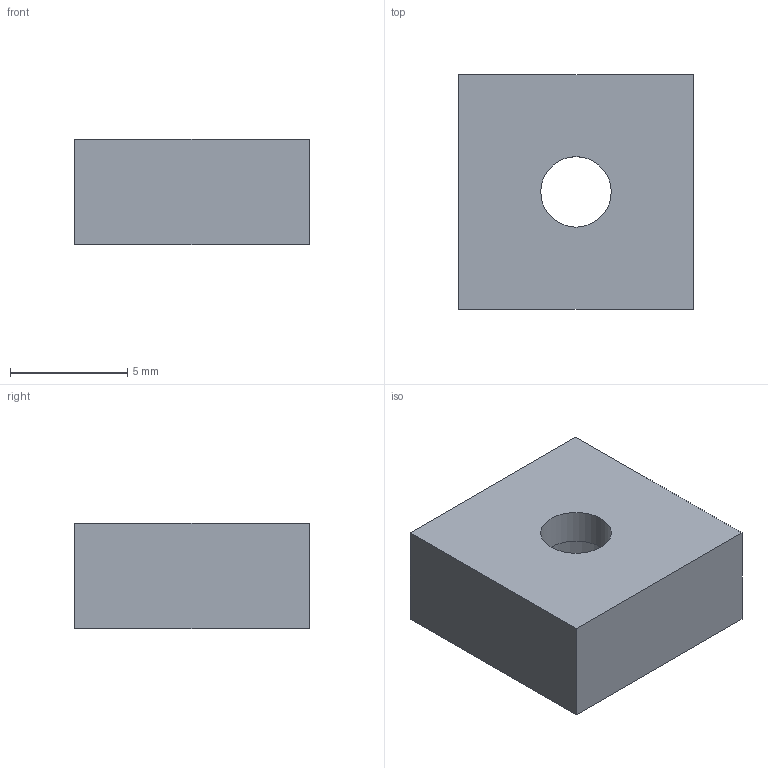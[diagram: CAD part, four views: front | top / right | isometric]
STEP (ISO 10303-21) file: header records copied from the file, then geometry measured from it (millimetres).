
FILE_DESCRIPTION(/* description */ ('Alibre Inc.'),/* implementation_level */ '2;1');
FILE_NAME(/* name */ 'export0',/* time_stamp */ '2014-01-10T17:42:58-08:00',/* author */ (''),/* organization */ (''),/* preprocessor_version */ 'ST-DEVELOPER v14',/* originating_system */ 'Alibre',/* authorisation */ '');
FILE_SCHEMA (('AUTOMOTIVE_DESIGN'));
Length unit declared in the file: centimetre
Bounding box: 10 x 10 x 4.5 mm (x, y, z)
Volume: 360.1 mm3; surface area: 434.7 mm2
Topology: 1 solids, 1 shells, 9 faces, 18 edges, 12 vertices
Faces by surface type: plane 7, cylinder 2
Full cylindrical faces by diameter (mm): 3 x1, 5.8 x1
Entity records: 238 total; most frequent: CARTESIAN_POINT 37, ORIENTED_EDGE 32, DIRECTION 31, EDGE_CURVE 16, EDGE_LOOP 14, FACE_BOUND 14, AXIS2_PLACEMENT_3D 13, VERTEX_POINT 12
